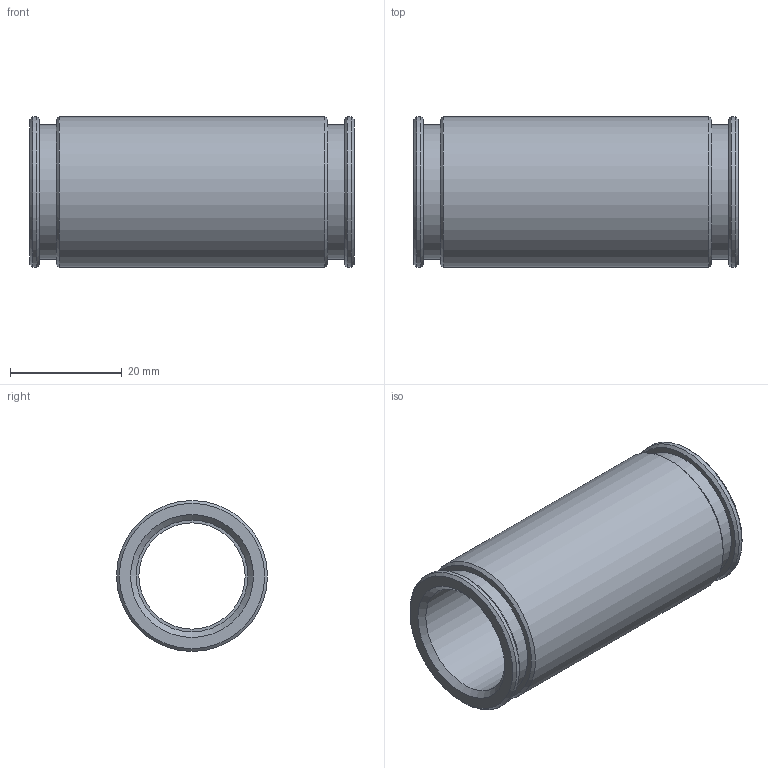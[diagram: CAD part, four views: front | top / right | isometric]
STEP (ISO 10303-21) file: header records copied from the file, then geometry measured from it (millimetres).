
FILE_DESCRIPTION( ( 'STEP AP214' ), '1' );
FILE_NAME( '6110-20N.stp', '2018-12-14T19:34:34', ( '' ), ( '' ), ' ', 'PARTsolutions', ' ' );
FILE_SCHEMA( ( 'AUTOMOTIVE_DESIGN { 1 0 10303 214 1 1 1 1 }' ) );
Length unit declared in the file: millimetre
Products named in the file (1): _6110-20N
Bounding box: 58 x 27 x 27 mm (x, y, z)
Volume: 14141.5 mm3; surface area: 9341.6 mm2
Topology: 1 solids, 1 shells, 24 faces, 40 edges, 24 vertices
Faces by surface type: plane 8, cone 8, cylinder 8
Full cylindrical faces by diameter (mm): 19 x1, 20 x2, 24 x2, 27 x3
Entity records: 696 total; most frequent: DIRECTION 98, CARTESIAN_POINT 73, AXIS2_PLACEMENT_3D 49, EDGE_LOOP 48, ORIENTED_EDGE 48, FACE_OUTER_BOUND 32, STYLED_ITEM 24, PRESENTATION_STYLE_ASSIGNMENT 24
